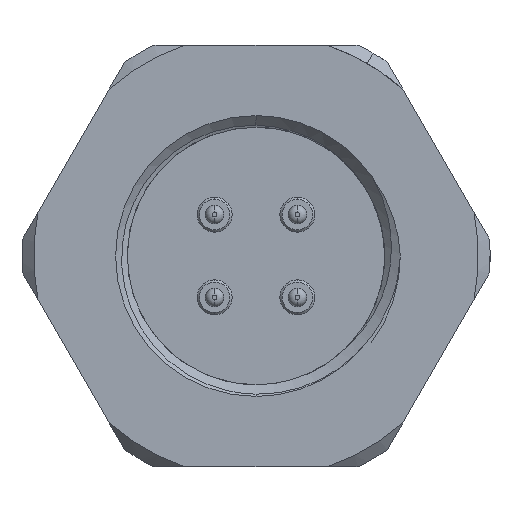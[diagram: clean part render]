
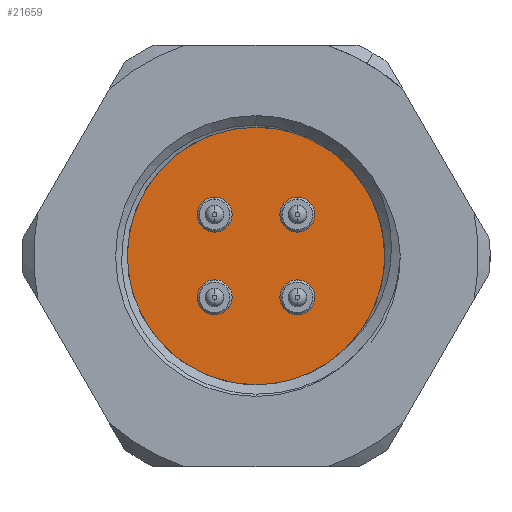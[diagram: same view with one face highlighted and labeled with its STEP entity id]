
A CAD part, left-side view. The second image highlights one B-rep face of the part: STEP entity #21659.
In plain terms, the highlighted face is planar.
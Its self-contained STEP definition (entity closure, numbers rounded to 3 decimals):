
#221 = CARTESIAN_POINT ( 'NONE',  ( 9.2, 0., 6. ) ) ;
#385 = DIRECTION ( 'NONE',  ( 0., 0., -1. ) ) ;
#688 = DIRECTION ( 'NONE',  ( 1., 0., 0. ) ) ;
#784 = EDGE_LOOP ( 'NONE', ( #2609, #17868 ) ) ;
#931 = CARTESIAN_POINT ( 'NONE',  ( 9.2, 0., 0. ) ) ;
#1690 = CARTESIAN_POINT ( 'NONE',  ( 9.2, -1.768, 1.018 ) ) ;
#1805 = EDGE_CURVE ( 'NONE', #18773, #8720, #23119, .T. ) ;
#2094 = CARTESIAN_POINT ( 'NONE',  ( 9.2, -1.768, -1.768 ) ) ;
#2356 = EDGE_CURVE ( 'NONE', #8032, #18915, #17545, .T. ) ;
#2609 = ORIENTED_EDGE ( 'NONE', *, *, #14835, .T. ) ;
#2662 = DIRECTION ( 'NONE',  ( 0., 0., -1. ) ) ;
#2718 = EDGE_CURVE ( 'NONE', #7776, #9687, #15276, .T. ) ;
#3348 = EDGE_LOOP ( 'NONE', ( #9587, #5741 ) ) ;
#3496 = EDGE_CURVE ( 'NONE', #14126, #5532, #13363, .T. ) ;
#3522 = DIRECTION ( 'NONE',  ( 0., 0., -1. ) ) ;
#4433 = DIRECTION ( 'NONE',  ( 0., 0., -1. ) ) ;
#4445 = AXIS2_PLACEMENT_3D ( 'NONE', #20510, #9690, #4433 ) ;
#4955 = VERTEX_POINT ( 'NONE', #7850 ) ;
#5165 = CARTESIAN_POINT ( 'NONE',  ( 9.2, 1.768, -1.018 ) ) ;
#5446 = FACE_OUTER_BOUND ( 'NONE', #784, .T. ) ;
#5532 = VERTEX_POINT ( 'NONE', #5165 ) ;
#5741 = ORIENTED_EDGE ( 'NONE', *, *, #1805, .F. ) ;
#6071 = CIRCLE ( 'NONE', #8385, 0.75 ) ;
#6394 = ORIENTED_EDGE ( 'NONE', *, *, #3496, .F. ) ;
#6419 = VERTEX_POINT ( 'NONE', #221 ) ;
#6770 = ORIENTED_EDGE ( 'NONE', *, *, #11429, .F. ) ;
#6922 = ORIENTED_EDGE ( 'NONE', *, *, #2718, .F. ) ;
#7219 = CIRCLE ( 'NONE', #19681, 0.75 ) ;
#7365 = DIRECTION ( 'NONE',  ( 1., 0., 0. ) ) ;
#7768 = PLANE ( 'NONE',  #9798 ) ;
#7776 = VERTEX_POINT ( 'NONE', #12940 ) ;
#7779 = AXIS2_PLACEMENT_3D ( 'NONE', #21082, #14045, #10265 ) ;
#7850 = CARTESIAN_POINT ( 'NONE',  ( 9.2, 0., -6. ) ) ;
#7876 = DIRECTION ( 'NONE',  ( 1., 0., 0. ) ) ;
#7940 = DIRECTION ( 'NONE',  ( 1., 0., 0. ) ) ;
#8032 = VERTEX_POINT ( 'NONE', #9624 ) ;
#8315 = CARTESIAN_POINT ( 'NONE',  ( 9.2, 0., 0. ) ) ;
#8352 = AXIS2_PLACEMENT_3D ( 'NONE', #8315, #20945, #22750 ) ;
#8385 = AXIS2_PLACEMENT_3D ( 'NONE', #22286, #688, #2662 ) ;
#8544 = CARTESIAN_POINT ( 'NONE',  ( 9.2, -1.768, -1.018 ) ) ;
#8637 = ORIENTED_EDGE ( 'NONE', *, *, #2356, .F. ) ;
#8720 = VERTEX_POINT ( 'NONE', #18811 ) ;
#9587 = ORIENTED_EDGE ( 'NONE', *, *, #14163, .F. ) ;
#9624 = CARTESIAN_POINT ( 'NONE',  ( 9.2, -1.768, 2.518 ) ) ;
#9687 = VERTEX_POINT ( 'NONE', #10002 ) ;
#9690 = DIRECTION ( 'NONE',  ( 1., 0., 0. ) ) ;
#9798 = AXIS2_PLACEMENT_3D ( 'NONE', #13512, #11680, #16778 ) ;
#9877 = AXIS2_PLACEMENT_3D ( 'NONE', #21987, #7940, #385 ) ;
#10002 = CARTESIAN_POINT ( 'NONE',  ( 9.2, 1.768, 1.018 ) ) ;
#10061 = DIRECTION ( 'NONE',  ( 0., 0., -1. ) ) ;
#10209 = EDGE_LOOP ( 'NONE', ( #6394, #16741 ) ) ;
#10265 = DIRECTION ( 'NONE',  ( 0., 0., -1. ) ) ;
#11423 = CARTESIAN_POINT ( 'NONE',  ( 9.2, 1.768, -2.518 ) ) ;
#11429 = EDGE_CURVE ( 'NONE', #9687, #7776, #13845, .T. ) ;
#11680 = DIRECTION ( 'NONE',  ( -1., 0., 0. ) ) ;
#12135 = AXIS2_PLACEMENT_3D ( 'NONE', #23305, #18002, #3522 ) ;
#12477 = FACE_BOUND ( 'NONE', #3348, .T. ) ;
#12940 = CARTESIAN_POINT ( 'NONE',  ( 9.2, 1.768, 2.518 ) ) ;
#13079 = CIRCLE ( 'NONE', #16560, 6. ) ;
#13090 = CARTESIAN_POINT ( 'NONE',  ( 9.2, -1.768, 1.768 ) ) ;
#13363 = CIRCLE ( 'NONE', #7779, 0.75 ) ;
#13372 = EDGE_LOOP ( 'NONE', ( #13547, #8637 ) ) ;
#13512 = CARTESIAN_POINT ( 'NONE',  ( 9.2, 4.5, 0. ) ) ;
#13547 = ORIENTED_EDGE ( 'NONE', *, *, #14200, .F. ) ;
#13845 = CIRCLE ( 'NONE', #22512, 0.75 ) ;
#14045 = DIRECTION ( 'NONE',  ( 1., 0., 0. ) ) ;
#14126 = VERTEX_POINT ( 'NONE', #11423 ) ;
#14163 = EDGE_CURVE ( 'NONE', #8720, #18773, #21055, .T. ) ;
#14200 = EDGE_CURVE ( 'NONE', #18915, #8032, #7219, .T. ) ;
#14465 = FACE_BOUND ( 'NONE', #13372, .T. ) ;
#14835 = EDGE_CURVE ( 'NONE', #4955, #6419, #19913, .T. ) ;
#15160 = DIRECTION ( 'NONE',  ( 0., 0., -1. ) ) ;
#15238 = EDGE_LOOP ( 'NONE', ( #6770, #6922 ) ) ;
#15276 = CIRCLE ( 'NONE', #12135, 0.75 ) ;
#16560 = AXIS2_PLACEMENT_3D ( 'NONE', #931, #22817, #10061 ) ;
#16594 = DIRECTION ( 'NONE',  ( 0., 0., -1. ) ) ;
#16741 = ORIENTED_EDGE ( 'NONE', *, *, #17774, .F. ) ;
#16778 = DIRECTION ( 'NONE',  ( 0., 0., 1. ) ) ;
#17545 = CIRCLE ( 'NONE', #9877, 0.75 ) ;
#17574 = AXIS2_PLACEMENT_3D ( 'NONE', #2094, #7365, #22037 ) ;
#17774 = EDGE_CURVE ( 'NONE', #5532, #14126, #6071, .T. ) ;
#17868 = ORIENTED_EDGE ( 'NONE', *, *, #18560, .T. ) ;
#18002 = DIRECTION ( 'NONE',  ( 1., 0., 0. ) ) ;
#18417 = FACE_BOUND ( 'NONE', #15238, .T. ) ;
#18560 = EDGE_CURVE ( 'NONE', #6419, #4955, #13079, .T. ) ;
#18773 = VERTEX_POINT ( 'NONE', #8544 ) ;
#18811 = CARTESIAN_POINT ( 'NONE',  ( 9.2, -1.768, -2.518 ) ) ;
#18915 = VERTEX_POINT ( 'NONE', #1690 ) ;
#19681 = AXIS2_PLACEMENT_3D ( 'NONE', #13090, #7876, #15160 ) ;
#19894 = CARTESIAN_POINT ( 'NONE',  ( 9.2, 1.768, 1.768 ) ) ;
#19913 = CIRCLE ( 'NONE', #8352, 6. ) ;
#20510 = CARTESIAN_POINT ( 'NONE',  ( 9.2, -1.768, -1.768 ) ) ;
#20945 = DIRECTION ( 'NONE',  ( 1., 0., 0. ) ) ;
#21055 = CIRCLE ( 'NONE', #4445, 0.75 ) ;
#21082 = CARTESIAN_POINT ( 'NONE',  ( 9.2, 1.768, -1.768 ) ) ;
#21514 = FACE_BOUND ( 'NONE', #10209, .T. ) ;
#21659 = ADVANCED_FACE ( 'NONE', ( #14465, #12477, #21514, #18417, #5446 ), #7768, .F. ) ;
#21781 = DIRECTION ( 'NONE',  ( 1., 0., 0. ) ) ;
#21987 = CARTESIAN_POINT ( 'NONE',  ( 9.2, -1.768, 1.768 ) ) ;
#22037 = DIRECTION ( 'NONE',  ( 0., 0., -1. ) ) ;
#22286 = CARTESIAN_POINT ( 'NONE',  ( 9.2, 1.768, -1.768 ) ) ;
#22512 = AXIS2_PLACEMENT_3D ( 'NONE', #19894, #21781, #16594 ) ;
#22750 = DIRECTION ( 'NONE',  ( 0., 0., -1. ) ) ;
#22817 = DIRECTION ( 'NONE',  ( 1., 0., 0. ) ) ;
#23119 = CIRCLE ( 'NONE', #17574, 0.75 ) ;
#23305 = CARTESIAN_POINT ( 'NONE',  ( 9.2, 1.768, 1.768 ) ) ;
